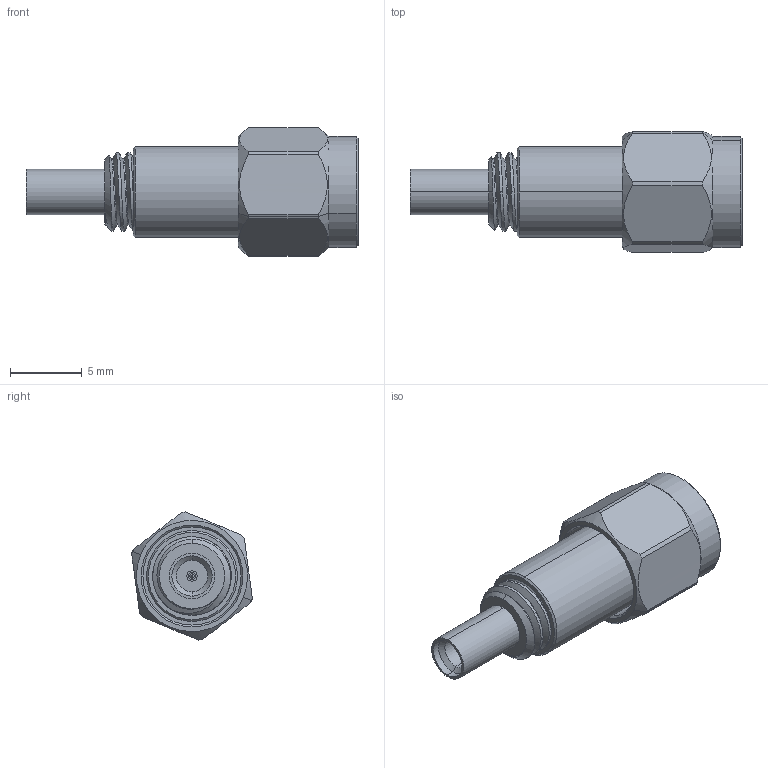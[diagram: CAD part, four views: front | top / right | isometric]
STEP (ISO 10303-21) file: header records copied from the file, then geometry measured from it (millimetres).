
FILE_DESCRIPTION (( 'STEP AP214' ), '1' );
FILE_NAME ('SM8931_3D.step', '2023-08-04T21:27:28', ( '' ), ( '' ), 'SwSTEP 2.0', 'SolidWorks 2022', '' );
FILE_SCHEMA (( 'AUTOMOTIVE_DESIGN' ));
Length unit declared in the file: inch
Products named in the file (1): SM8931_3D
Bounding box: 23.19 x 8.42 x 8.95 mm (x, y, z)
Volume: 607.3 mm3; surface area: 924.9 mm2
Topology: 1 solids, 1 shells, 106 faces, 248 edges, 157 vertices
Faces by surface type: cylinder 53, plane 22, cone 20, bspline 9, torus 2
Entity records: 5351 total; most frequent: CARTESIAN_POINT 3017, ORIENTED_EDGE 496, DIRECTION 463, EDGE_CURVE 248, AXIS2_PLACEMENT_3D 193, VERTEX_POINT 157, EDGE_LOOP 119, ADVANCED_FACE 106
